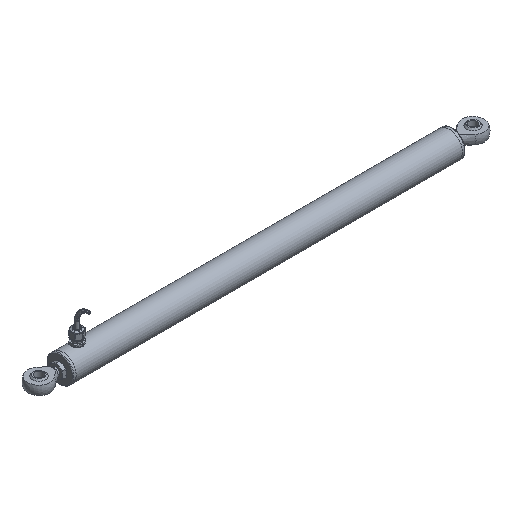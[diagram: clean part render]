
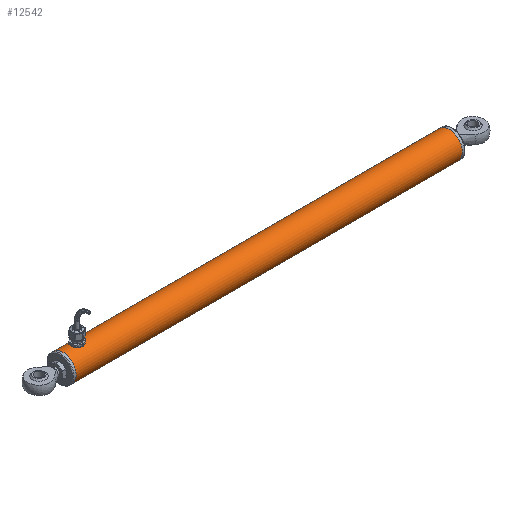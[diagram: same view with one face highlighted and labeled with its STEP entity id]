
A CAD part, isometric view. The second image highlights one B-rep face of the part: STEP entity #12542.
In plain terms, the highlighted cylindrical face has radius 13.335 mm (diameter 26.67 mm), a full revolution.
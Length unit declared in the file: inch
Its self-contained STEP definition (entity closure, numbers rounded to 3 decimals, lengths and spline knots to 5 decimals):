
#149 = CARTESIAN_POINT ( 'NONE',  ( -6.85535, 0.06711, 0.52075 ) ) ;
#235 = CARTESIAN_POINT ( 'NONE',  ( -6.88306, -0.10086, 0.51526 ) ) ;
#299 = CARTESIAN_POINT ( 'NONE',  ( -6.85541, -0.06721, 0.52073 ) ) ;
#370 = CIRCLE ( 'NONE', #4363, 0.525 ) ;
#380 = CARTESIAN_POINT ( 'NONE',  ( -6.88977, -0.10637, 0.51414 ) ) ;
#873 = VERTEX_POINT ( 'NONE', #6762 ) ;
#1276 = VERTEX_POINT ( 'NONE', #11902 ) ;
#1362 = CARTESIAN_POINT ( 'NONE',  ( 7.7185, 0., 0. ) ) ;
#1393 = AXIS2_PLACEMENT_3D ( 'NONE', #1362, #11058, #7613 ) ;
#1401 = CARTESIAN_POINT ( 'NONE',  ( -6.95392, 0.13299, 0.50788 ) ) ;
#1488 = CARTESIAN_POINT ( 'NONE',  ( -7.00638, -0.12953, 0.50877 ) ) ;
#1564 = CARTESIAN_POINT ( 'NONE',  ( -6.93667, 0.12955, 0.50877 ) ) ;
#1636 = CARTESIAN_POINT ( 'NONE',  ( -7.09178, 0.05938, 0.52169 ) ) ;
#1921 = EDGE_LOOP ( 'NONE', ( #13274 ) ) ;
#2005 = CARTESIAN_POINT ( 'NONE',  ( -7.5315, 0., 0. ) ) ;
#2332 = CARTESIAN_POINT ( 'NONE',  ( -7.0387, 0.1161, 0.51203 ) ) ;
#2406 = CARTESIAN_POINT ( 'NONE',  ( -7.01484, 0.12695, 0.50943 ) ) ;
#2589 = CARTESIAN_POINT ( 'NONE',  ( -6.98026, -0.13386, 0.50765 ) ) ;
#2667 = CARTESIAN_POINT ( 'NONE',  ( -6.9363, -0.13032, 0.50861 ) ) ;
#2747 = CARTESIAN_POINT ( 'NONE',  ( -6.90435, 0.11613, 0.51202 ) ) ;
#2819 = CARTESIAN_POINT ( 'NONE',  ( -7.10536, 0.0088, 0.525 ) ) ;
#2858 = FACE_OUTER_BOUND ( 'NONE', #10619, .T. ) ;
#3486 = CARTESIAN_POINT ( 'NONE',  ( -6.98917, 0.13298, 0.50788 ) ) ;
#3627 = CARTESIAN_POINT ( 'NONE',  ( -6.98044, 0.13385, 0.50765 ) ) ;
#3731 = CARTESIAN_POINT ( 'NONE',  ( -7.09847, 0.04328, 0.52328 ) ) ;
#3808 = CARTESIAN_POINT ( 'NONE',  ( -6.87071, -0.08852, 0.51752 ) ) ;
#3880 = CARTESIAN_POINT ( 'NONE',  ( -6.88297, 0.10078, 0.51527 ) ) ;
#3968 = CARTESIAN_POINT ( 'NONE',  ( -7.10104, -0.03485, 0.52391 ) ) ;
#4314 = EDGE_CURVE ( 'NONE', #7097, #7097, #6089, .T. ) ;
#4363 = AXIS2_PLACEMENT_3D ( 'NONE', #2005, #6691, #12375 ) ;
#4652 = CARTESIAN_POINT ( 'NONE',  ( -7.03103, 0.12021, 0.51106 ) ) ;
#4896 = CARTESIAN_POINT ( 'NONE',  ( -7.05991, -0.10089, 0.51525 ) ) ;
#4972 = CARTESIAN_POINT ( 'NONE',  ( -6.83853, -0.01768, 0.52477 ) ) ;
#5046 = CARTESIAN_POINT ( 'NONE',  ( -6.85124, 0.05942, 0.52169 ) ) ;
#5123 = CARTESIAN_POINT ( 'NONE',  ( -7.08837, -0.06759, 0.52089 ) ) ;
#5351 = B_SPLINE_CURVE_WITH_KNOTS ( 'NONE', 3,
 ( #9715, #10936, #1401, #1564, #6178, #7272, #2747, #8466, #3880, #12035, #6102, #149, #5046, #10695, #6250, #14376, #10782, #9640, #4972, #11953, #10858, #14297, #299, #14228, #3808, #235, #380, #8398, #13165, #2667, #7350, #2589, #8547, #1488, #7431, #14453, #13247, #12111, #4896, #9567, #5123, #9796, #3968, #8627, #13325, #2819, #7496, #12180, #3731, #1636, #13092, #6323, #11018, #6019, #7023, #2332, #4652, #2406, #11924, #3486, #3627, #11700 ),
 .UNSPECIFIED., .T., .F.,
 ( 4, 2, 2, 2, 2, 2, 2, 2, 2, 2, 2, 2, 2, 2, 2, 2, 2, 2, 2, 2, 2, 2, 2, 2, 2, 2, 2, 2, 2, 2, 4 ),
 ( 0., 0.00067, 0.00134, 0.00201, 0.00268, 0.00335, 0.00402, 0.00469, 0.00536, 0.00603, 0.0067, 0.00737, 0.00804, 0.00871, 0.00938, 0.01072, 0.01139, 0.01206, 0.01273, 0.0134, 0.01474, 0.01541, 0.01608, 0.01675, 0.01742, 0.01809, 0.01876, 0.01943, 0.0201, 0.02077, 0.02144 ),
 .UNSPECIFIED. ) ;
#6019 = CARTESIAN_POINT ( 'NONE',  ( -7.06006, 0.10075, 0.51528 ) ) ;
#6089 = CIRCLE ( 'NONE', #9291, 0.525 ) ;
#6102 = CARTESIAN_POINT ( 'NONE',  ( -6.86511, 0.08171, 0.51866 ) ) ;
#6141 = FACE_OUTER_BOUND ( 'NONE', #1921, .T. ) ;
#6178 = CARTESIAN_POINT ( 'NONE',  ( -6.92814, 0.12694, 0.50943 ) ) ;
#6250 = CARTESIAN_POINT ( 'NONE',  ( -6.84193, 0.03473, 0.52392 ) ) ;
#6323 = CARTESIAN_POINT ( 'NONE',  ( -7.07787, 0.08174, 0.51865 ) ) ;
#6367 = CYLINDRICAL_SURFACE ( 'NONE', #1393, 0.525 ) ;
#6498 = CARTESIAN_POINT ( 'NONE',  ( 7.7185, 0., 0. ) ) ;
#6691 = DIRECTION ( 'NONE',  ( 1., 0., 0. ) ) ;
#6762 = CARTESIAN_POINT ( 'NONE',  ( -7.5315, -0.525, 0. ) ) ;
#7023 = CARTESIAN_POINT ( 'NONE',  ( -7.05322, 0.10638, 0.51413 ) ) ;
#7097 = VERTEX_POINT ( 'NONE', #7176 ) ;
#7176 = CARTESIAN_POINT ( 'NONE',  ( 7.7185, -0.525, 0. ) ) ;
#7272 = CARTESIAN_POINT ( 'NONE',  ( -6.91203, 0.12024, 0.51106 ) ) ;
#7350 = CARTESIAN_POINT ( 'NONE',  ( -6.95399, -0.13386, 0.50765 ) ) ;
#7431 = CARTESIAN_POINT ( 'NONE',  ( -7.01473, -0.12699, 0.50942 ) ) ;
#7496 = CARTESIAN_POINT ( 'NONE',  ( -7.1045, 0.01751, 0.52478 ) ) ;
#7613 = DIRECTION ( 'NONE',  ( 0., -1., 0. ) ) ;
#8396 = EDGE_CURVE ( 'NONE', #873, #873, #370, .T. ) ;
#8398 = CARTESIAN_POINT ( 'NONE',  ( -6.90429, -0.11609, 0.51203 ) ) ;
#8466 = CARTESIAN_POINT ( 'NONE',  ( -6.88977, 0.10637, 0.51414 ) ) ;
#8547 = CARTESIAN_POINT ( 'NONE',  ( -6.98914, -0.13298, 0.50788 ) ) ;
#8627 = CARTESIAN_POINT ( 'NONE',  ( -7.10448, -0.01766, 0.52477 ) ) ;
#8745 = FACE_BOUND ( 'NONE', #13954, .T. ) ;
#9291 = AXIS2_PLACEMENT_3D ( 'NONE', #6498, #13638, #12422 ) ;
#9567 = CARTESIAN_POINT ( 'NONE',  ( -7.07851, -0.0823, 0.51866 ) ) ;
#9640 = CARTESIAN_POINT ( 'NONE',  ( -6.83764, -0.00884, 0.525 ) ) ;
#9715 = CARTESIAN_POINT ( 'NONE',  ( -6.97156, 0.13386, 0.50765 ) ) ;
#9796 = CARTESIAN_POINT ( 'NONE',  ( -7.0985, -0.04321, 0.52328 ) ) ;
#10619 = EDGE_LOOP ( 'NONE', ( #14093 ) ) ;
#10695 = CARTESIAN_POINT ( 'NONE',  ( -6.84453, 0.04328, 0.52328 ) ) ;
#10782 = CARTESIAN_POINT ( 'NONE',  ( -6.83764, 0.00882, 0.525 ) ) ;
#10858 = CARTESIAN_POINT ( 'NONE',  ( -6.84451, -0.04324, 0.52328 ) ) ;
#10926 = EDGE_CURVE ( 'NONE', #1276, #1276, #5351, .T. ) ;
#10936 = CARTESIAN_POINT ( 'NONE',  ( -6.96267, 0.13386, 0.50765 ) ) ;
#11018 = CARTESIAN_POINT ( 'NONE',  ( -7.07235, 0.08845, 0.51753 ) ) ;
#11058 = DIRECTION ( 'NONE',  ( -1., 0., 0. ) ) ;
#11700 = CARTESIAN_POINT ( 'NONE',  ( -6.97156, 0.13386, 0.50765 ) ) ;
#11902 = CARTESIAN_POINT ( 'NONE',  ( -6.97156, 0.13386, 0.50765 ) ) ;
#11924 = CARTESIAN_POINT ( 'NONE',  ( -7.00632, 0.12955, 0.50877 ) ) ;
#11953 = CARTESIAN_POINT ( 'NONE',  ( -6.84195, -0.03482, 0.52391 ) ) ;
#12035 = CARTESIAN_POINT ( 'NONE',  ( -6.87069, 0.0885, 0.51753 ) ) ;
#12111 = CARTESIAN_POINT ( 'NONE',  ( -7.05319, -0.1064, 0.51413 ) ) ;
#12180 = CARTESIAN_POINT ( 'NONE',  ( -7.10105, 0.03481, 0.52392 ) ) ;
#12375 = DIRECTION ( 'NONE',  ( 0., -1., 0. ) ) ;
#12422 = DIRECTION ( 'NONE',  ( 0., -1., 0. ) ) ;
#12542 = ADVANCED_FACE ( 'NONE', ( #6141, #2858, #8745 ), #6367, .T. ) ;
#12882 = ORIENTED_EDGE ( 'NONE', *, *, #10926, .T. ) ;
#13092 = CARTESIAN_POINT ( 'NONE',  ( -7.08765, 0.06711, 0.52075 ) ) ;
#13165 = CARTESIAN_POINT ( 'NONE',  ( -6.91212, -0.12028, 0.51105 ) ) ;
#13247 = CARTESIAN_POINT ( 'NONE',  ( -7.03872, -0.11608, 0.51203 ) ) ;
#13274 = ORIENTED_EDGE ( 'NONE', *, *, #8396, .T. ) ;
#13325 = CARTESIAN_POINT ( 'NONE',  ( -7.10536, -0.00874, 0.525 ) ) ;
#13638 = DIRECTION ( 'NONE',  ( -1., 0., 0. ) ) ;
#13954 = EDGE_LOOP ( 'NONE', ( #12882 ) ) ;
#14093 = ORIENTED_EDGE ( 'NONE', *, *, #4314, .T. ) ;
#14228 = CARTESIAN_POINT ( 'NONE',  ( -6.86509, -0.08167, 0.51866 ) ) ;
#14297 = CARTESIAN_POINT ( 'NONE',  ( -6.85129, -0.05954, 0.52168 ) ) ;
#14376 = CARTESIAN_POINT ( 'NONE',  ( -6.83851, 0.01753, 0.52478 ) ) ;
#14453 = CARTESIAN_POINT ( 'NONE',  ( -7.03088, -0.12028, 0.51105 ) ) ;
